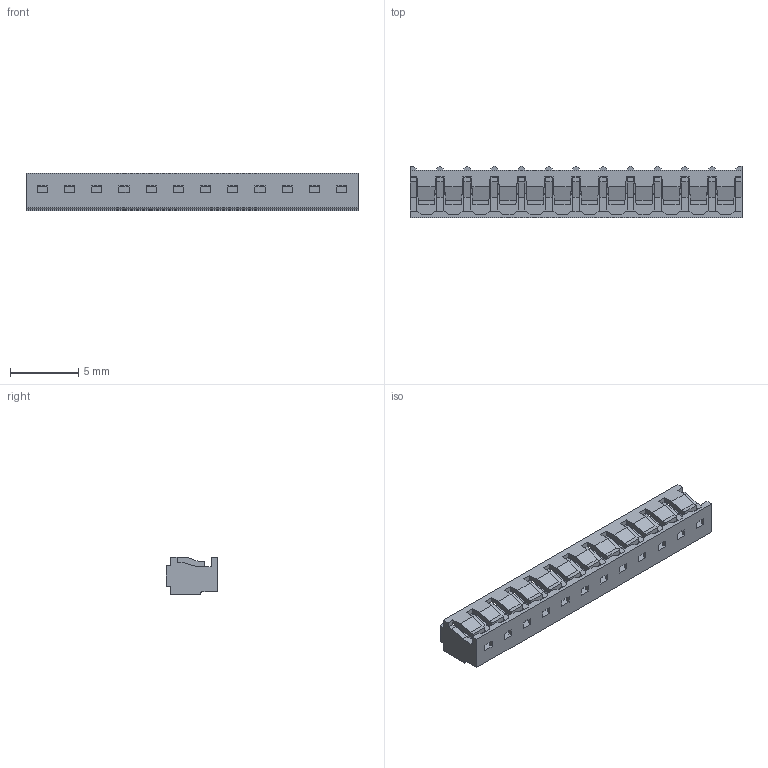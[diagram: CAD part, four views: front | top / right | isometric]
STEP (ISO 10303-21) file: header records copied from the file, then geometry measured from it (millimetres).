
FILE_DESCRIPTION((''),'2;1');
FILE_NAME('510151200','2010-04-13T',('pnb'),(''),'PRO/ENGINEER BY PARAMETRIC TECHNOLOGY CORPORATION, 2003451','PRO/ENGINEER BY PARAMETRIC TECHNOLOGY CORPORATION, 2003451','');
FILE_SCHEMA(('CONFIG_CONTROL_DESIGN'));
Length unit declared in the file: millimetre
Products named in the file (1): 510151200
Bounding box: 24.4 x 3.8 x 2.75 mm (x, y, z)
Volume: 143.7 mm3; surface area: 606.4 mm2
Topology: 1 solids, 1 shells, 619 faces, 1966 edges, 1320 vertices
Faces by surface type: plane 606, cylinder 13
Entity records: 21505 total; most frequent: ORIENTED_EDGE 3870, CARTESIAN_POINT 3869, DIRECTION 3282, EDGE_CURVE 1935, VECTOR 1892, LINE 1892, VERTEX_POINT 1282, AXIS2_PLACEMENT_3D 695
